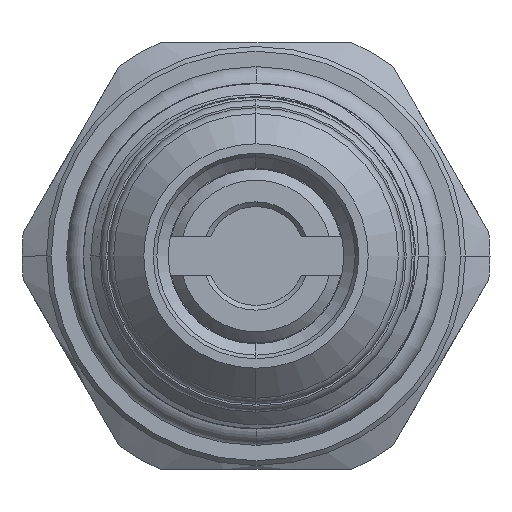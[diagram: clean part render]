
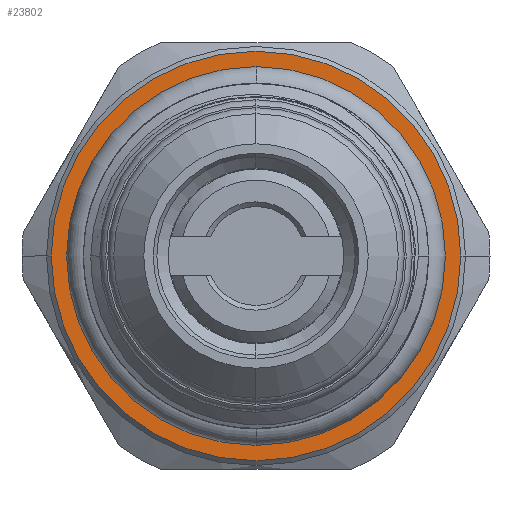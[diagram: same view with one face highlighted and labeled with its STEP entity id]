
A CAD part, left-side view. The second image highlights one B-rep face of the part: STEP entity #23802.
In plain terms, the highlighted planar face has unit normal (-1, 0, 0).
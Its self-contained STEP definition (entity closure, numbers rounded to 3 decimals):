
#663 = CARTESIAN_POINT ( 'NONE',  ( 11., 0., 0. ) ) ;
#720 = DIRECTION ( 'NONE',  ( 0., -1., 0. ) ) ;
#1829 = AXIS2_PLACEMENT_3D ( 'NONE', #26578, #3031, #20791 ) ;
#3031 = DIRECTION ( 'NONE',  ( -1., 0., 0. ) ) ;
#3780 = DIRECTION ( 'NONE',  ( -1., 0., 0. ) ) ;
#4105 = AXIS2_PLACEMENT_3D ( 'NONE', #10642, #36695, #13591 ) ;
#4254 = FACE_BOUND ( 'NONE', #21688, .T. ) ;
#4823 = EDGE_CURVE ( 'NONE', #30066, #21137, #15319, .T. ) ;
#5968 = VERTEX_POINT ( 'NONE', #11972 ) ;
#6378 = AXIS2_PLACEMENT_3D ( 'NONE', #21234, #33326, #26903 ) ;
#6408 = PLANE ( 'NONE',  #6378 ) ;
#9279 = ORIENTED_EDGE ( 'NONE', *, *, #31899, .T. ) ;
#10642 = CARTESIAN_POINT ( 'NONE',  ( 11., 0., 0. ) ) ;
#10691 = FACE_OUTER_BOUND ( 'NONE', #30234, .T. ) ;
#11972 = CARTESIAN_POINT ( 'NONE',  ( 11., 12.95, 0. ) ) ;
#12801 = CIRCLE ( 'NONE', #23969, 12.95 ) ;
#13591 = DIRECTION ( 'NONE',  ( 0., -1., 0. ) ) ;
#14861 = DIRECTION ( 'NONE',  ( 0., -1., 0. ) ) ;
#14991 = DIRECTION ( 'NONE',  ( 1., 0., 0. ) ) ;
#15319 = CIRCLE ( 'NONE', #24322, 9.96 ) ;
#15759 = ORIENTED_EDGE ( 'NONE', *, *, #4823, .T. ) ;
#16124 = EDGE_CURVE ( 'NONE', #31224, #5968, #18168, .T. ) ;
#18168 = CIRCLE ( 'NONE', #1829, 12.95 ) ;
#18240 = CARTESIAN_POINT ( 'NONE',  ( 11., 9.96, 0. ) ) ;
#20117 = EDGE_CURVE ( 'NONE', #21137, #30066, #24055, .T. ) ;
#20791 = DIRECTION ( 'NONE',  ( 0., -1., 0. ) ) ;
#21055 = CARTESIAN_POINT ( 'NONE',  ( 11., -9.96, 0. ) ) ;
#21137 = VERTEX_POINT ( 'NONE', #18240 ) ;
#21234 = CARTESIAN_POINT ( 'NONE',  ( 11., 0., -9.46 ) ) ;
#21269 = CARTESIAN_POINT ( 'NONE',  ( 11., 0., 0. ) ) ;
#21688 = EDGE_LOOP ( 'NONE', ( #15759, #27693 ) ) ;
#23802 = ADVANCED_FACE ( 'NONE', ( #10691, #4254 ), #6408, .F. ) ;
#23969 = AXIS2_PLACEMENT_3D ( 'NONE', #21269, #3780, #720 ) ;
#24055 = CIRCLE ( 'NONE', #4105, 9.96 ) ;
#24322 = AXIS2_PLACEMENT_3D ( 'NONE', #663, #14991, #14861 ) ;
#26578 = CARTESIAN_POINT ( 'NONE',  ( 11., 0., 0. ) ) ;
#26903 = DIRECTION ( 'NONE',  ( 0., -1., 0. ) ) ;
#27693 = ORIENTED_EDGE ( 'NONE', *, *, #20117, .T. ) ;
#28519 = CARTESIAN_POINT ( 'NONE',  ( 11., -12.95, 0. ) ) ;
#30047 = ORIENTED_EDGE ( 'NONE', *, *, #16124, .T. ) ;
#30066 = VERTEX_POINT ( 'NONE', #21055 ) ;
#30234 = EDGE_LOOP ( 'NONE', ( #30047, #9279 ) ) ;
#31224 = VERTEX_POINT ( 'NONE', #28519 ) ;
#31899 = EDGE_CURVE ( 'NONE', #5968, #31224, #12801, .T. ) ;
#33326 = DIRECTION ( 'NONE',  ( 1., 0., 0. ) ) ;
#36695 = DIRECTION ( 'NONE',  ( 1., 0., 0. ) ) ;
